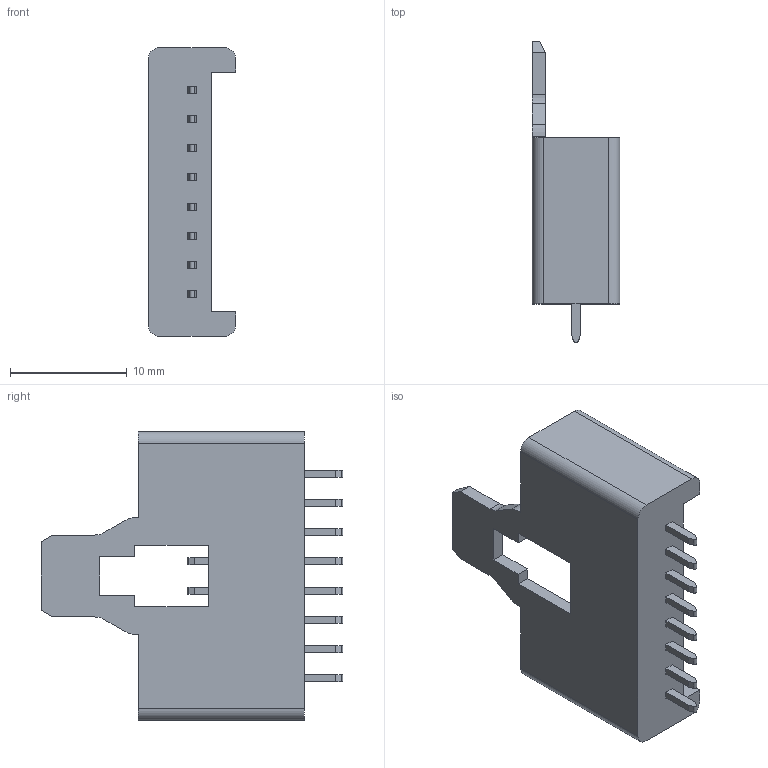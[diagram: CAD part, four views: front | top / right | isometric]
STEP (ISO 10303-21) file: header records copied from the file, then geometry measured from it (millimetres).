
FILE_DESCRIPTION(('OneSpaceDesigner STEP Export'),'2;1');
FILE_NAME('2,5_MSF_08.stp','2005-12-05T14:32:26',('oleg_svencickij'),('LumbergConnect_GmbH'),'OneSpace Designer STEP processor for AP214 (Solid Model)','OneSpace Designer 13.20 11-May-2005 (C) CoCreate Software GmbH','');
FILE_SCHEMA(('AUTOMOTIVE_DESIGN { 1 0 10303 214 1 1 1 1 }'));
Length unit declared in the file: millimetre
Products named in the file (2): 2.5_MSF_08
Assembly tree (1 placements, depth 2):
  2.5_MSF_08
    2.5_MSF_08
Bounding box: 7.5 x 25.8 x 24.7 mm (x, y, z)
Volume: 899.1 mm3; surface area: 1678.1 mm2
Topology: 1 solids, 1 shells, 187 faces, 499 edges, 330 vertices
Faces by surface type: plane 161, cylinder 26
Entity records: 7010 total; most frequent: CARTESIAN_POINT 1010, ORIENTED_EDGE 998, DIRECTION 917, EDGE_CURVE 499, VECTOR 443, LINE 443, VERTEX_POINT 330, AXIS2_PLACEMENT_3D 237
